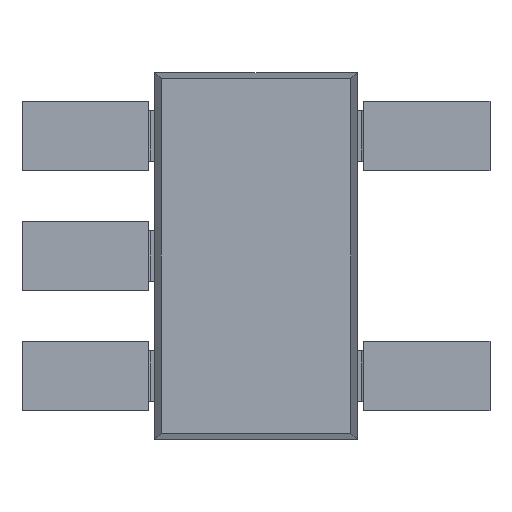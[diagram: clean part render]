
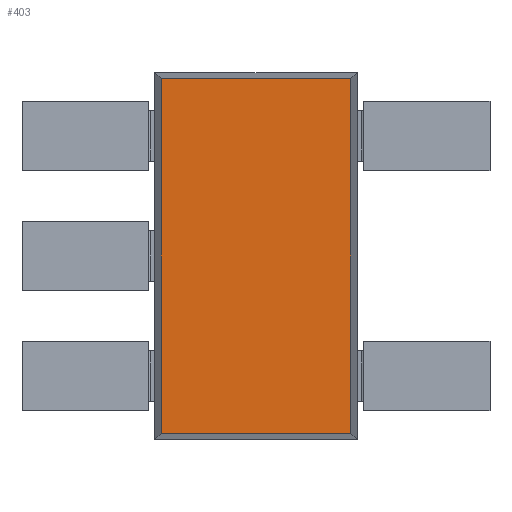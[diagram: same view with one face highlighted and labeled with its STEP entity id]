
A CAD part, front view. The second image highlights one B-rep face of the part: STEP entity #403.
In plain terms, the highlighted planar face has unit normal (0, -1, 0).
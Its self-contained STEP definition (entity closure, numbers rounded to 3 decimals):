
#2 = ORIENTED_EDGE ( 'NONE', *, *, #3703, .F. ) ;
#262 = VERTEX_POINT ( 'NONE', #433 ) ;
#403 = ADVANCED_FACE ( 'NONE', ( #1739 ), #3341, .F. ) ;
#433 = CARTESIAN_POINT ( 'NONE',  ( -0.75, 0.1, 1.4 ) ) ;
#455 = CARTESIAN_POINT ( 'NONE',  ( -0.75, 0.1, 1.45 ) ) ;
#519 = ORIENTED_EDGE ( 'NONE', *, *, #2691, .F. ) ;
#577 = ORIENTED_EDGE ( 'NONE', *, *, #2269, .T. ) ;
#867 = CARTESIAN_POINT ( 'NONE',  ( -0.8, 0.1, -1.4 ) ) ;
#960 = CARTESIAN_POINT ( 'NONE',  ( 0.75, 0.1, 1.4 ) ) ;
#977 = VECTOR ( 'NONE', #2940, 1000. ) ;
#1141 = VERTEX_POINT ( 'NONE', #2638 ) ;
#1282 = LINE ( 'NONE', #867, #3309 ) ;
#1285 = EDGE_CURVE ( 'NONE', #1141, #4012, #1282, .T. ) ;
#1325 = LINE ( 'NONE', #455, #977 ) ;
#1493 = ORIENTED_EDGE ( 'NONE', *, *, #1285, .T. ) ;
#1691 = DIRECTION ( 'NONE',  ( 1., 0., 0. ) ) ;
#1739 = FACE_OUTER_BOUND ( 'NONE', #2970, .T. ) ;
#1918 = VECTOR ( 'NONE', #1691, 1000. ) ;
#2063 = VECTOR ( 'NONE', #2276, 1000. ) ;
#2087 = CARTESIAN_POINT ( 'NONE',  ( 0.75, 0.1, -1.4 ) ) ;
#2145 = DIRECTION ( 'NONE',  ( 1., 0., 0. ) ) ;
#2269 = EDGE_CURVE ( 'NONE', #262, #1141, #1325, .T. ) ;
#2276 = DIRECTION ( 'NONE',  ( 0., 0., -1. ) ) ;
#2638 = CARTESIAN_POINT ( 'NONE',  ( -0.75, 0.1, -1.4 ) ) ;
#2691 = EDGE_CURVE ( 'NONE', #262, #3639, #3845, .T. ) ;
#2728 = CARTESIAN_POINT ( 'NONE',  ( 0.75, 0.1, 1.45 ) ) ;
#2940 = DIRECTION ( 'NONE',  ( 0., 0., -1. ) ) ;
#2970 = EDGE_LOOP ( 'NONE', ( #577, #1493, #2, #519 ) ) ;
#2990 = CARTESIAN_POINT ( 'NONE',  ( -0.8, 0.1, 1.4 ) ) ;
#3040 = DIRECTION ( 'NONE',  ( 0., 1., 0. ) ) ;
#3309 = VECTOR ( 'NONE', #2145, 1000. ) ;
#3341 = PLANE ( 'NONE',  #3682 ) ;
#3431 = LINE ( 'NONE', #3568, #2063 ) ;
#3568 = CARTESIAN_POINT ( 'NONE',  ( 0.75, 0.1, 1.45 ) ) ;
#3639 = VERTEX_POINT ( 'NONE', #960 ) ;
#3682 = AXIS2_PLACEMENT_3D ( 'NONE', #2728, #3040, #4001 ) ;
#3703 = EDGE_CURVE ( 'NONE', #3639, #4012, #3431, .T. ) ;
#3845 = LINE ( 'NONE', #2990, #1918 ) ;
#4001 = DIRECTION ( 'NONE',  ( -1., 0., 0. ) ) ;
#4012 = VERTEX_POINT ( 'NONE', #2087 ) ;
